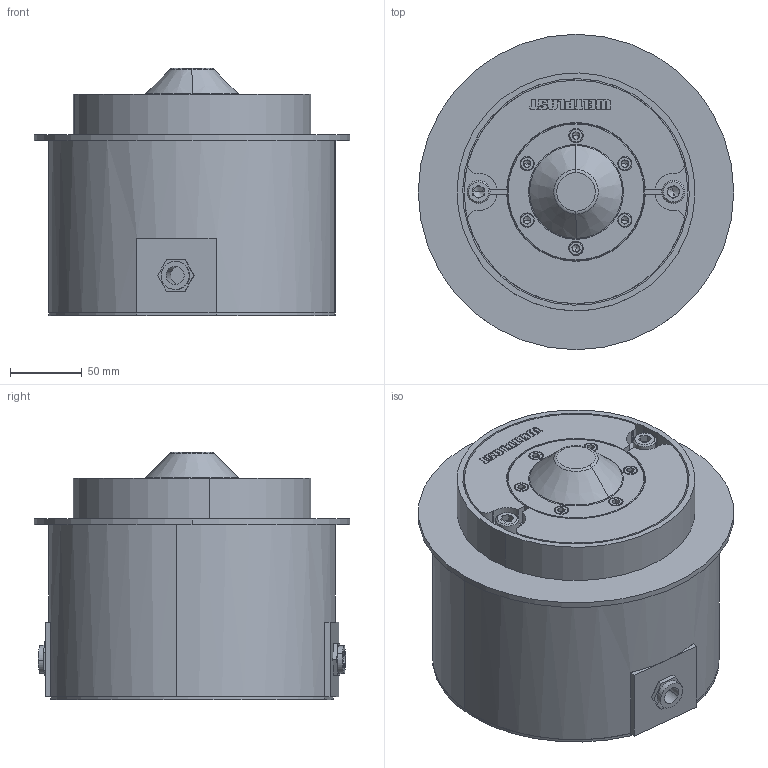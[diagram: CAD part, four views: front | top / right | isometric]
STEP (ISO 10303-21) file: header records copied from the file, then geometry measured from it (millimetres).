
FILE_DESCRIPTION (( 'STEP AP214' ), '1' );
FILE_NAME ('Îãîíü óãëóáëåííûé â áåòî.STEP', '2018-12-02T11:31:08', ( '' ), ( '' ), 'SwSTEP 2.0', 'SolidWorks 2018', '' );
FILE_SCHEMA (( 'AUTOMOTIVE_DESIGN' ));
Length unit declared in the file: millimetre
Products named in the file (16): 咍耬趌W.(D-8,15); 砑僗趌鷿嚦魬譇臇鴀; socket head cap screw_am_B18.3.1M - 10 x 1.5 x 16 Hex SHCS -- 16NHX; socket head cap screw_am_B18.3.1M - 6 x 1.0 x 16 Hex SHCS -- 16NHX; ãàéêà ïîä ïðîâîäà çàæèìíàÿ; 扻豵鵨; ﾄ濵 肭鮱; Ñáîðêà_ñòàêàíà; íàêëàäêà ïîä ââîä; Êîëüöî áîë.; 栖闉罻-3; ﾋ竟鈞 009; Êðûøêà-3; Êîëüöî ìàë.1; ﾘ琺矜1; Îãîíü óãëóáëåííûé â áåòî
Assembly tree (25 placements, depth 3):
  Îãîíü óãëóáëåííûé â áåòî
    ﾘ琺矜1
    Êîëüöî ìàë.1
    栖闉罻-3
      Êðûøêà-3
      ﾋ竟鈞 009
    Ñáîðêà_ñòàêàíà
      Êîëüöî áîë.
      íàêëàäêà ïîä ââîä  x2
    ﾄ濵 肭鮱
    扻豵鵨
    ãàéêà ïîä ïðîâîäà çàæèìíàÿ  x4
    socket head cap screw_am_B18.3.1M - 6 x 1.0 x 16 Hex SHCS -- 16NHX  x6
    socket head cap screw_am_B18.3.1M - 10 x 1.5 x 16 Hex SHCS -- 16NHX  x2
    砑僗趌鷿嚦魬譇臇鴀
    咍耬趌W.(D-8,15)
Bounding box: 220 x 220 x 172.35 mm (x, y, z)
Volume: 1167645.3 mm3; surface area: 483113.6 mm2
Topology: 23 solids, 23 shells, 1534 faces, 3798 edges, 2308 vertices
Faces by surface type: cylinder 503, plane 485, bspline 164, cone 151, torus 151, sphere 80
Entity records: 58106 total; most frequent: CARTESIAN_POINT 30081, ORIENTED_EDGE 6136, DIRECTION 5404, EDGE_CURVE 3068, AXIS2_PLACEMENT_3D 2125, VERTEX_POINT 1912, EDGE_LOOP 1358, FACE_OUTER_BOUND 1241
